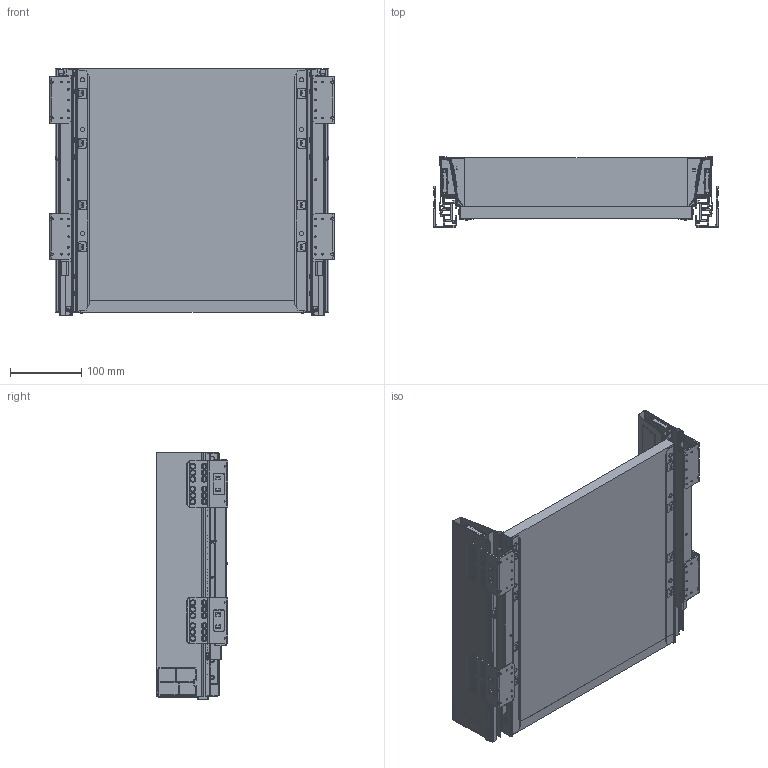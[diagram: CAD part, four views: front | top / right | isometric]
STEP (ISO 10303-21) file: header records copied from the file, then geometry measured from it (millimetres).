
FILE_DESCRIPTION(/* description */ (''),/* implementation_level */ '2;1');
FILE_NAME(/* name */ 'PB-MBPRO-KPL350A_A1.stp',/* time_stamp */ '2025-03-11T12:01:08+01:00',/* author */ ('tomaszw'),/* organization */ (''),/* preprocessor_version */ 'ST-DEVELOPER v20',/* originating_system */ 'Autodesk Inventor 2025',/* authorisation */ '');
FILE_SCHEMA (('AUTOMOTIVE_DESIGN { 1 0 10303 214 3 1 1 }'));
Products named in the file (49): PB-MBPRO-KPL350A_A1; SB2800-A01-R_550_ASM-01; SB2800-550-R_9-01; 00-DZJ-A-R_ASM__ASM-02; QJM-00_ASM_115_ASM; QJM-11_ASM_59_ASM; QJM-12_ASM_9_ASM; QJM-13_57; LG2_3_14; QJM-04_10; QJM-05_7; LG4_27; TOP-01_64; SB1801-CBJ-550-B-R-01; SB1800-WFA-R_164-01; SB2800-A01-R_550_ASM-01_1; SB2800-550-R_9-01_1; 00-DZJ-A-R_ASM__ASM-01; QJM-00_ASM_115_ASM_MIR1; QJM-11_ASM_59_ASM_MIR1; QJM-12_ASM_9_ASM_MIR1; QJM-13_57_MIR1; LG2_3_14_MIR1; QJM-04_10_MIR1; QJM-05_7_MIR1; LG4_27_MIR1; TOP-01_64_MIR1; SB1801-CBJ-550-B-R-01_1; SB1800-WFA-R_164-02; 450-R_ASM_343_ASM_MIR1-01; DG-400_ASM_MIR_MIR; D400R_28_MIR_MIR; ____12-1_3_MIR_MIR; M400R_3_MIR_MIR; SJ-350_ASM_26_ASM_MIR_MIR; ZNQ-BD_32_MIR_MIR1; U350-A-R_86_MIR_MIR; 450-R_ASM_343_ASM_MIR1-01_1; SJ-350_ASM_26_ASM_MIR; ZNQ-BD_32_MIR ...
Assembly tree (50 placements, depth 7):
  PB-MBPRO-KPL350A_A1
    SB2800-A01-R_550_ASM-01
      SB2800-550-R_9-01
      00-DZJ-A-R_ASM__ASM-02
        QJM-00_ASM_115_ASM
          QJM-11_ASM_59_ASM
            QJM-12_ASM_9_ASM
              QJM-13_57
              LG2_3_14
              QJM-04_10
              QJM-05_7
            LG4_27
        TOP-01_64
      SB1801-CBJ-550-B-R-01
      SB1800-WFA-R_164-01
    SB2800-A01-R_550_ASM-01_1
      SB2800-550-R_9-01_1
      00-DZJ-A-R_ASM__ASM-01
        QJM-00_ASM_115_ASM_MIR1
          QJM-11_ASM_59_ASM_MIR1
            QJM-12_ASM_9_ASM_MIR1
              QJM-13_57_MIR1
              LG2_3_14_MIR1
              QJM-04_10_MIR1
              QJM-05_7_MIR1
            LG4_27_MIR1
        TOP-01_64_MIR1
      SB1801-CBJ-550-B-R-01_1
      SB1800-WFA-R_164-02
    450-R_ASM_343_ASM_MIR1-01
      DG-400_ASM_MIR_MIR
        D400R_28_MIR_MIR
        ____12-1_3_MIR_MIR  x2
      M400R_3_MIR_MIR
      SJ-350_ASM_26_ASM_MIR_MIR
        ZNQ-BD_32_MIR_MIR1
        U350-A-R_86_MIR_MIR
    450-R_ASM_343_ASM_MIR1-01_1
      SJ-350_ASM_26_ASM_MIR
        ZNQ-BD_32_MIR
        U350-A-R_86_MIR
      M400R_3_MIR
      DG-400_ASM_MIR
        D400R_28_MIR
        ____12-1_3_MIR  x2
    86-R_44
    86-R_44_MIR1
    DNO_1.ipt-01
    TYŁ MB PRO
Bounding box: 400 x 100.33 x 346.5 mm (x, y, z)
Volume: 2426199.2 mm3; surface area: 944935.3 mm2
Topology: 34 solids, 34 shells, 4395 faces, 11690 edges, 7558 vertices
Faces by surface type: plane 2507, cylinder 1440, bspline 198, cone 132, torus 76, sphere 42
Full cylindrical faces by diameter (mm): 2 x60, 2.5 x32, 2.95 x6, 3 x8, 3.2 x2, 3.3 x2, 3.5 x2, 4 x22, 4.2 x2, 4.5 x4, 5 x12, 6 x18, 6.3 x48, 8.6 x4, 10 x8, 10.2 x8, 11 x4
Entity records: 151578 total; most frequent: CARTESIAN_POINT 46924, ORIENTED_EDGE 21388, DIRECTION 20968, EDGE_CURVE 10694, LINE 7364, VECTOR 7364, VERTEX_POINT 6926, AXIS2_PLACEMENT_3D 6802
